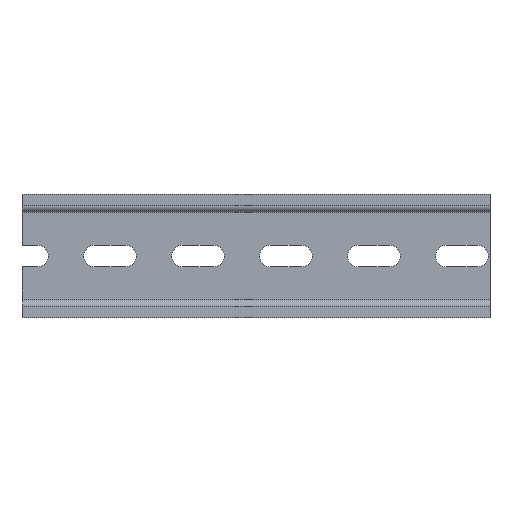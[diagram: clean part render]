
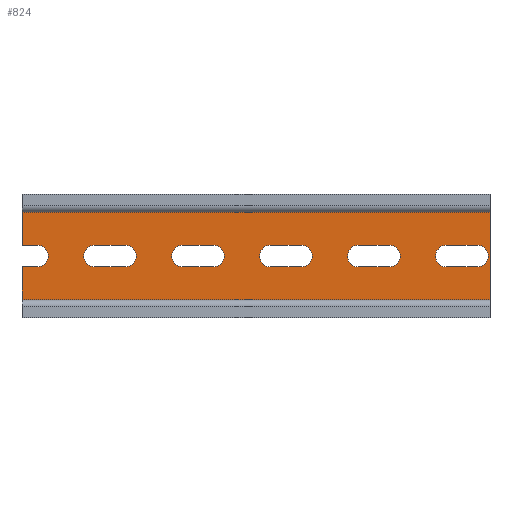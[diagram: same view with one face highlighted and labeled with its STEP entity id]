
A CAD part, top view. The second image highlights one B-rep face of the part: STEP entity #824.
In plain terms, the highlighted face is planar.
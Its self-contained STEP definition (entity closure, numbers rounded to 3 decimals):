
#24=FACE_BOUND('',#101,.T.);
#25=FACE_BOUND('',#102,.T.);
#26=FACE_BOUND('',#103,.T.);
#27=FACE_BOUND('',#104,.T.);
#28=FACE_BOUND('',#105,.T.);
#53=FACE_OUTER_BOUND('',#100,.T.);
#100=EDGE_LOOP('',(#620,#621,#622,#623,#624,#625,#626,#627));
#101=EDGE_LOOP('',(#628,#629,#630,#631));
#102=EDGE_LOOP('',(#632,#633,#634,#635));
#103=EDGE_LOOP('',(#636,#637,#638,#639));
#104=EDGE_LOOP('',(#640,#641,#642,#643));
#105=EDGE_LOOP('',(#644,#645,#646,#647));
#155=CIRCLE('',#899,3.1);
#156=CIRCLE('',#900,3.1);
#157=CIRCLE('',#901,3.1);
#158=CIRCLE('',#902,3.1);
#159=CIRCLE('',#903,3.1);
#160=CIRCLE('',#904,3.1);
#161=CIRCLE('',#905,3.1);
#162=CIRCLE('',#906,3.1);
#163=CIRCLE('',#907,3.1);
#164=CIRCLE('',#908,3.1);
#165=CIRCLE('',#909,3.1);
#176=LINE('',#1212,#266);
#208=LINE('',#1304,#298);
#209=LINE('',#1306,#299);
#210=LINE('',#1308,#300);
#211=LINE('',#1312,#301);
#212=LINE('',#1314,#302);
#213=LINE('',#1315,#303);
#214=LINE('',#1320,#304);
#215=LINE('',#1323,#305);
#216=LINE('',#1328,#306);
#217=LINE('',#1331,#307);
#218=LINE('',#1336,#308);
#219=LINE('',#1339,#309);
#220=LINE('',#1344,#310);
#221=LINE('',#1347,#311);
#222=LINE('',#1350,#312);
#223=LINE('',#1354,#313);
#266=VECTOR('',#965,10.);
#298=VECTOR('',#1043,1.);
#299=VECTOR('',#1044,1.);
#300=VECTOR('',#1045,1.);
#301=VECTOR('',#1048,1.);
#302=VECTOR('',#1049,1.);
#303=VECTOR('',#1050,1.);
#304=VECTOR('',#1053,1.);
#305=VECTOR('',#1056,1.);
#306=VECTOR('',#1059,1.);
#307=VECTOR('',#1062,1.);
#308=VECTOR('',#1065,1.);
#309=VECTOR('',#1068,1.);
#310=VECTOR('',#1071,1.);
#311=VECTOR('',#1074,1.);
#312=VECTOR('',#1075,1.);
#313=VECTOR('',#1078,1.);
#359=VERTEX_POINT('',#1209);
#360=VERTEX_POINT('',#1211);
#397=VERTEX_POINT('',#1303);
#398=VERTEX_POINT('',#1305);
#399=VERTEX_POINT('',#1307);
#400=VERTEX_POINT('',#1309);
#401=VERTEX_POINT('',#1311);
#402=VERTEX_POINT('',#1313);
#403=VERTEX_POINT('',#1316);
#404=VERTEX_POINT('',#1317);
#405=VERTEX_POINT('',#1319);
#406=VERTEX_POINT('',#1321);
#407=VERTEX_POINT('',#1324);
#408=VERTEX_POINT('',#1325);
#409=VERTEX_POINT('',#1327);
#410=VERTEX_POINT('',#1329);
#411=VERTEX_POINT('',#1332);
#412=VERTEX_POINT('',#1333);
#413=VERTEX_POINT('',#1335);
#414=VERTEX_POINT('',#1337);
#415=VERTEX_POINT('',#1340);
#416=VERTEX_POINT('',#1341);
#417=VERTEX_POINT('',#1343);
#418=VERTEX_POINT('',#1345);
#419=VERTEX_POINT('',#1348);
#420=VERTEX_POINT('',#1349);
#421=VERTEX_POINT('',#1351);
#422=VERTEX_POINT('',#1353);
#439=EDGE_CURVE('',#360,#359,#176,.T.);
#485=EDGE_CURVE('',#397,#359,#208,.T.);
#486=EDGE_CURVE('',#398,#397,#209,.T.);
#487=EDGE_CURVE('',#399,#398,#210,.T.);
#488=EDGE_CURVE('',#400,#399,#155,.T.);
#489=EDGE_CURVE('',#401,#400,#211,.T.);
#490=EDGE_CURVE('',#402,#401,#212,.T.);
#491=EDGE_CURVE('',#402,#360,#213,.T.);
#492=EDGE_CURVE('',#403,#404,#156,.T.);
#493=EDGE_CURVE('',#405,#403,#214,.T.);
#494=EDGE_CURVE('',#406,#405,#157,.T.);
#495=EDGE_CURVE('',#404,#406,#215,.T.);
#496=EDGE_CURVE('',#407,#408,#158,.T.);
#497=EDGE_CURVE('',#409,#407,#216,.T.);
#498=EDGE_CURVE('',#410,#409,#159,.T.);
#499=EDGE_CURVE('',#408,#410,#217,.T.);
#500=EDGE_CURVE('',#411,#412,#160,.T.);
#501=EDGE_CURVE('',#413,#411,#218,.T.);
#502=EDGE_CURVE('',#414,#413,#161,.T.);
#503=EDGE_CURVE('',#412,#414,#219,.T.);
#504=EDGE_CURVE('',#415,#416,#162,.T.);
#505=EDGE_CURVE('',#417,#415,#220,.T.);
#506=EDGE_CURVE('',#418,#417,#163,.T.);
#507=EDGE_CURVE('',#416,#418,#221,.T.);
#508=EDGE_CURVE('',#419,#420,#222,.T.);
#509=EDGE_CURVE('',#421,#419,#164,.T.);
#510=EDGE_CURVE('',#422,#421,#223,.T.);
#511=EDGE_CURVE('',#420,#422,#165,.T.);
#620=ORIENTED_EDGE('',*,*,#439,.T.);
#621=ORIENTED_EDGE('',*,*,#485,.F.);
#622=ORIENTED_EDGE('',*,*,#486,.F.);
#623=ORIENTED_EDGE('',*,*,#487,.F.);
#624=ORIENTED_EDGE('',*,*,#488,.F.);
#625=ORIENTED_EDGE('',*,*,#489,.F.);
#626=ORIENTED_EDGE('',*,*,#490,.F.);
#627=ORIENTED_EDGE('',*,*,#491,.T.);
#628=ORIENTED_EDGE('',*,*,#492,.F.);
#629=ORIENTED_EDGE('',*,*,#493,.F.);
#630=ORIENTED_EDGE('',*,*,#494,.F.);
#631=ORIENTED_EDGE('',*,*,#495,.F.);
#632=ORIENTED_EDGE('',*,*,#496,.F.);
#633=ORIENTED_EDGE('',*,*,#497,.F.);
#634=ORIENTED_EDGE('',*,*,#498,.F.);
#635=ORIENTED_EDGE('',*,*,#499,.F.);
#636=ORIENTED_EDGE('',*,*,#500,.F.);
#637=ORIENTED_EDGE('',*,*,#501,.F.);
#638=ORIENTED_EDGE('',*,*,#502,.F.);
#639=ORIENTED_EDGE('',*,*,#503,.F.);
#640=ORIENTED_EDGE('',*,*,#504,.F.);
#641=ORIENTED_EDGE('',*,*,#505,.F.);
#642=ORIENTED_EDGE('',*,*,#506,.F.);
#643=ORIENTED_EDGE('',*,*,#507,.F.);
#644=ORIENTED_EDGE('',*,*,#508,.F.);
#645=ORIENTED_EDGE('',*,*,#509,.F.);
#646=ORIENTED_EDGE('',*,*,#510,.F.);
#647=ORIENTED_EDGE('',*,*,#511,.F.);
#795=PLANE('',#898);
#824=ADVANCED_FACE('',(#53,#24,#25,#26,#27,#28),#795,.T.);
#898=AXIS2_PLACEMENT_3D('',#1302,#1041,#1042);
#899=AXIS2_PLACEMENT_3D('',#1310,#1046,#1047);
#900=AXIS2_PLACEMENT_3D('',#1318,#1051,#1052);
#901=AXIS2_PLACEMENT_3D('',#1322,#1054,#1055);
#902=AXIS2_PLACEMENT_3D('',#1326,#1057,#1058);
#903=AXIS2_PLACEMENT_3D('',#1330,#1060,#1061);
#904=AXIS2_PLACEMENT_3D('',#1334,#1063,#1064);
#905=AXIS2_PLACEMENT_3D('',#1338,#1066,#1067);
#906=AXIS2_PLACEMENT_3D('',#1342,#1069,#1070);
#907=AXIS2_PLACEMENT_3D('',#1346,#1072,#1073);
#908=AXIS2_PLACEMENT_3D('',#1352,#1076,#1077);
#909=AXIS2_PLACEMENT_3D('',#1355,#1079,#1080);
#965=DIRECTION('',(-1.,0.,0.));
#1041=DIRECTION('center_axis',(0.,1.,0.));
#1042=DIRECTION('ref_axis',(1.,0.,0.));
#1043=DIRECTION('',(0.,0.,-1.));
#1044=DIRECTION('',(-1.,0.,0.));
#1045=DIRECTION('',(0.,0.,1.));
#1046=DIRECTION('center_axis',(0.,1.,0.));
#1047=DIRECTION('ref_axis',(0.,0.,-1.));
#1048=DIRECTION('',(0.,0.,-1.));
#1049=DIRECTION('',(-1.,0.,0.));
#1050=DIRECTION('',(0.,0.,-1.));
#1051=DIRECTION('center_axis',(0.,1.,0.));
#1052=DIRECTION('ref_axis',(0.,0.,-1.));
#1053=DIRECTION('',(0.,0.,1.));
#1054=DIRECTION('center_axis',(0.,1.,0.));
#1055=DIRECTION('ref_axis',(0.,0.,-1.));
#1056=DIRECTION('',(0.,0.,-1.));
#1057=DIRECTION('center_axis',(0.,1.,0.));
#1058=DIRECTION('ref_axis',(0.,0.,-1.));
#1059=DIRECTION('',(0.,0.,1.));
#1060=DIRECTION('center_axis',(0.,1.,0.));
#1061=DIRECTION('ref_axis',(0.,0.,-1.));
#1062=DIRECTION('',(0.,0.,-1.));
#1063=DIRECTION('center_axis',(0.,1.,0.));
#1064=DIRECTION('ref_axis',(0.,0.,-1.));
#1065=DIRECTION('',(0.,0.,1.));
#1066=DIRECTION('center_axis',(0.,1.,0.));
#1067=DIRECTION('ref_axis',(0.,0.,-1.));
#1068=DIRECTION('',(0.,0.,-1.));
#1069=DIRECTION('center_axis',(0.,1.,0.));
#1070=DIRECTION('ref_axis',(0.,0.,-1.));
#1071=DIRECTION('',(0.,0.,1.));
#1072=DIRECTION('center_axis',(0.,1.,0.));
#1073=DIRECTION('ref_axis',(0.,0.,-1.));
#1074=DIRECTION('',(0.,0.,-1.));
#1075=DIRECTION('',(0.,0.,-1.));
#1076=DIRECTION('center_axis',(0.,1.,0.));
#1077=DIRECTION('ref_axis',(0.,0.,-1.));
#1078=DIRECTION('',(0.,0.,1.));
#1079=DIRECTION('center_axis',(0.,1.,0.));
#1080=DIRECTION('ref_axis',(0.,0.,-1.));
#1209=CARTESIAN_POINT('',(109.339,-50.525,-33.));
#1211=CARTESIAN_POINT('',(134.339,-50.525,-33.));
#1212=CARTESIAN_POINT('',(124.739,-50.525,-33.));
#1302=CARTESIAN_POINT('Origin',(110.139,-50.525,0.));
#1303=CARTESIAN_POINT('',(109.339,-50.525,100.));
#1304=CARTESIAN_POINT('',(109.339,-50.525,0.));
#1305=CARTESIAN_POINT('',(118.739,-50.525,100.));
#1306=CARTESIAN_POINT('',(0.,-50.525,100.));
#1307=CARTESIAN_POINT('',(118.739,-50.525,95.6));
#1308=CARTESIAN_POINT('',(118.739,-50.525,0.));
#1309=CARTESIAN_POINT('',(124.939,-50.525,95.6));
#1310=CARTESIAN_POINT('Origin',(121.839,-50.525,95.6));
#1311=CARTESIAN_POINT('',(124.939,-50.525,100.));
#1312=CARTESIAN_POINT('',(124.939,-50.525,0.));
#1313=CARTESIAN_POINT('',(134.339,-50.525,100.));
#1314=CARTESIAN_POINT('',(0.,-50.525,100.));
#1315=CARTESIAN_POINT('',(134.339,-50.525,0.));
#1316=CARTESIAN_POINT('',(118.739,-50.525,79.4));
#1317=CARTESIAN_POINT('',(124.939,-50.525,79.4));
#1318=CARTESIAN_POINT('Origin',(121.839,-50.525,79.4));
#1319=CARTESIAN_POINT('',(118.739,-50.525,70.6));
#1320=CARTESIAN_POINT('',(118.739,-50.525,0.));
#1321=CARTESIAN_POINT('',(124.939,-50.525,70.6));
#1322=CARTESIAN_POINT('Origin',(121.839,-50.525,70.6));
#1323=CARTESIAN_POINT('',(124.939,-50.525,0.));
#1324=CARTESIAN_POINT('',(118.739,-50.525,-20.6));
#1325=CARTESIAN_POINT('',(124.939,-50.525,-20.6));
#1326=CARTESIAN_POINT('Origin',(121.839,-50.525,-20.6));
#1327=CARTESIAN_POINT('',(118.739,-50.525,-29.4));
#1328=CARTESIAN_POINT('',(118.739,-50.525,0.));
#1329=CARTESIAN_POINT('',(124.939,-50.525,-29.4));
#1330=CARTESIAN_POINT('Origin',(121.839,-50.525,-29.4));
#1331=CARTESIAN_POINT('',(124.939,-50.525,0.));
#1332=CARTESIAN_POINT('',(118.739,-50.525,4.4));
#1333=CARTESIAN_POINT('',(124.939,-50.525,4.4));
#1334=CARTESIAN_POINT('Origin',(121.839,-50.525,4.4));
#1335=CARTESIAN_POINT('',(118.739,-50.525,-4.4));
#1336=CARTESIAN_POINT('',(118.739,-50.525,0.));
#1337=CARTESIAN_POINT('',(124.939,-50.525,-4.4));
#1338=CARTESIAN_POINT('Origin',(121.839,-50.525,-4.4));
#1339=CARTESIAN_POINT('',(124.939,-50.525,0.));
#1340=CARTESIAN_POINT('',(118.739,-50.525,54.4));
#1341=CARTESIAN_POINT('',(124.939,-50.525,54.4));
#1342=CARTESIAN_POINT('Origin',(121.839,-50.525,54.4));
#1343=CARTESIAN_POINT('',(118.739,-50.525,45.6));
#1344=CARTESIAN_POINT('',(118.739,-50.525,0.));
#1345=CARTESIAN_POINT('',(124.939,-50.525,45.6));
#1346=CARTESIAN_POINT('Origin',(121.839,-50.525,45.6));
#1347=CARTESIAN_POINT('',(124.939,-50.525,0.));
#1348=CARTESIAN_POINT('',(124.939,-50.525,29.4));
#1349=CARTESIAN_POINT('',(124.939,-50.525,20.6));
#1350=CARTESIAN_POINT('',(124.939,-50.525,0.));
#1351=CARTESIAN_POINT('',(118.739,-50.525,29.4));
#1352=CARTESIAN_POINT('Origin',(121.839,-50.525,29.4));
#1353=CARTESIAN_POINT('',(118.739,-50.525,20.6));
#1354=CARTESIAN_POINT('',(118.739,-50.525,0.));
#1355=CARTESIAN_POINT('Origin',(121.839,-50.525,20.6));
